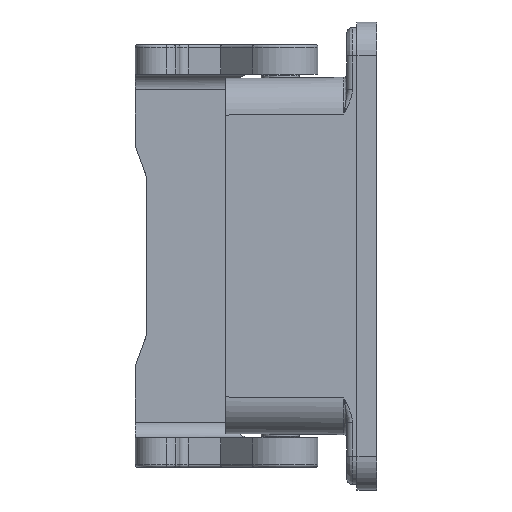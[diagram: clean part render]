
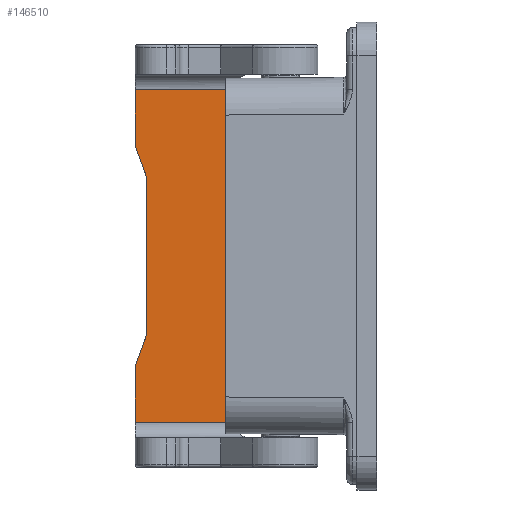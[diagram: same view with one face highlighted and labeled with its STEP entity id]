
A CAD part, front view. The second image highlights one B-rep face of the part: STEP entity #146510.
In plain terms, the highlighted face is planar.
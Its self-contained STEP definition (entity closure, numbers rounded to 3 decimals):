
#77780=CARTESIAN_POINT('',(352.863,-110.532,-34.));
#77790=VERTEX_POINT('',#77780);
#77820=CARTESIAN_POINT('',(352.863,-121.724,
-3.25));
#77830=DIRECTION('',(0.,-0.342,0.94));
#77840=VECTOR('',#77830,1.);
#77850=LINE('',#77820,#77840);
#77860=CARTESIAN_POINT('',(352.863,-108.532,
-39.495));
#77870=VERTEX_POINT('',#77860);
#77880=EDGE_CURVE('',#77870,#77790,#77850,.T.);
#134260=CARTESIAN_POINT('',(352.863,-126.142,
9.45));
#134270=VERTEX_POINT('',#134260);
#134300=CARTESIAN_POINT('',(352.863,0.,9.45));
#134310=DIRECTION('',(0.,1.,0.));
#134320=VECTOR('',#134310,1.);
#134330=LINE('',#134300,#134320);
#134340=CARTESIAN_POINT('',(352.863,-108.532,
9.45));
#134350=VERTEX_POINT('',#134340);
#134360=EDGE_CURVE('',#134270,#134350,#134330,.T.);
#144360=CARTESIAN_POINT('',(352.863,-110.532,
-6.));
#144370=VERTEX_POINT('',#144360);
#144400=CARTESIAN_POINT('',(352.863,-110.532,
-8.25));
#144410=DIRECTION('',(0.,0.,-1.));
#144420=VECTOR('',#144410,1.);
#144430=LINE('',#144400,#144420);
#144440=EDGE_CURVE('',#144370,#77790,#144430,.T.);
#145410=CARTESIAN_POINT('',(352.863,-108.532,-49.45));
#145420=VERTEX_POINT('',#145410);
#145960=CARTESIAN_POINT('',(352.863,-108.532,
0.));
#145970=DIRECTION('',(0.,0.,-1.));
#145980=VECTOR('',#145970,1.);
#145990=LINE('',#145960,#145980);
#146000=EDGE_CURVE('',#77870,#145420,#145990,.T.);
#146120=CARTESIAN_POINT('',(352.863,-141.69,
12.));
#146130=DIRECTION('',(1.,0.,0.));
#146140=DIRECTION('',(0.,-1.,0.));
#146150=AXIS2_PLACEMENT_3D('',#146120,#146130,#146140);
#146160=PLANE('',#146150);
#146170=ORIENTED_EDGE('',*,*,#77880,.F.);
#146180=ORIENTED_EDGE('',*,*,#144440,.T.);
#146190=CARTESIAN_POINT('',(352.863,-113.171,
-13.25));
#146200=DIRECTION('',(0.,0.342,0.94));
#146210=VECTOR('',#146200,1.);
#146220=LINE('',#146190,#146210);
#146230=CARTESIAN_POINT('',(352.863,-108.532,
-0.505));
#146240=VERTEX_POINT('',#146230);
#146250=EDGE_CURVE('',#144370,#146240,#146220,.T.);
#146260=ORIENTED_EDGE('',*,*,#146250,.F.);
#146270=CARTESIAN_POINT('',(352.863,-108.532,
0.));
#146280=DIRECTION('',(0.,0.,1.));
#146290=VECTOR('',#146280,1.);
#146300=LINE('',#146270,#146290);
#146310=EDGE_CURVE('',#146240,#134350,#146300,.T.);
#146320=ORIENTED_EDGE('',*,*,#146310,.F.);
#146330=ORIENTED_EDGE('',*,*,#134360,.T.);
#146340=CARTESIAN_POINT('',(352.863,-126.142,
0.));
#146350=DIRECTION('',(0.,0.,-1.));
#146360=VECTOR('',#146350,1.);
#146370=LINE('',#146340,#146360);
#146380=CARTESIAN_POINT('',(352.863,-126.142,-49.45));
#146390=VERTEX_POINT('',#146380);
#146400=EDGE_CURVE('',#134270,#146390,#146370,.T.);
#146410=ORIENTED_EDGE('',*,*,#146400,.F.);
#146420=CARTESIAN_POINT('',(352.863,0.,-49.45));
#146430=DIRECTION('',(0.,1.,0.));
#146440=VECTOR('',#146430,1.);
#146450=LINE('',#146420,#146440);
#146460=EDGE_CURVE('',#146390,#145420,#146450,.T.);
#146470=ORIENTED_EDGE('',*,*,#146460,.F.);
#146480=ORIENTED_EDGE('',*,*,#146000,.T.);
#146490=EDGE_LOOP('',(#146480,#146470,#146410,#146330,#146320,#146260,
#146180,#146170));
#146500=FACE_OUTER_BOUND('',#146490,.T.);
#146510=ADVANCED_FACE('',(#146500),#146160,.F.);
